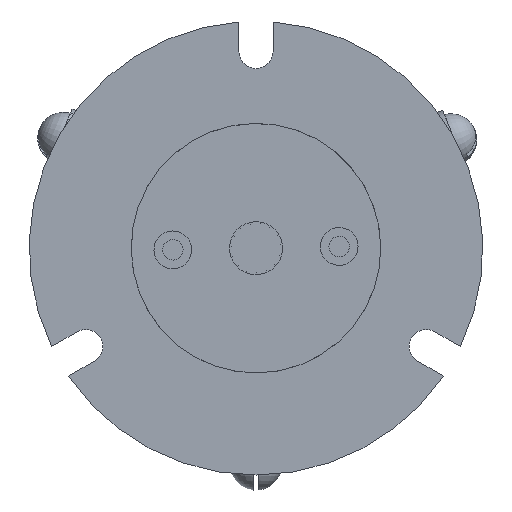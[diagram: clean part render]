
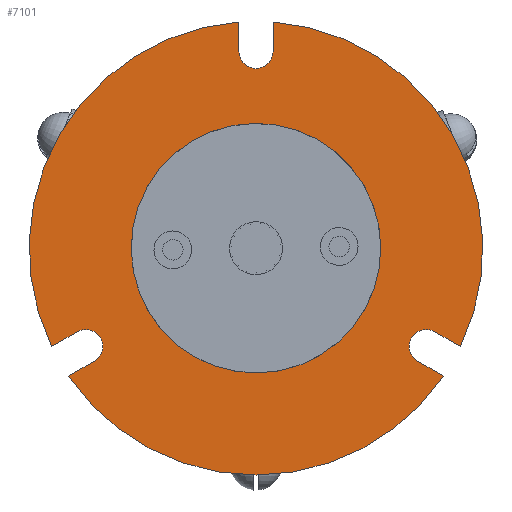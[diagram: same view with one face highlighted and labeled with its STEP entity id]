
A CAD part, front view. The second image highlights one B-rep face of the part: STEP entity #7101.
In plain terms, the highlighted planar face has unit normal (0, -1, 0).
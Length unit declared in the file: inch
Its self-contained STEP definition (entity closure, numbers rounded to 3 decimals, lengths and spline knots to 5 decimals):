
#865 = CIRCLE ( 'NONE', #1707, 1.1811 ) ;
#929 = LINE ( 'NONE', #1767, #934 ) ;
#934 = VECTOR ( 'NONE', #1792, 39.37008 ) ;
#944 = CIRCLE ( 'NONE', #5089, 0.64961 ) ;
#960 = CIRCLE ( 'NONE', #5076, 0.64961 ) ;
#1018 = CIRCLE ( 'NONE', #7326, 1.1811 ) ;
#1047 = CIRCLE ( 'NONE', #7335, 0.08858 ) ;
#1065 = LINE ( 'NONE', #6003, #1066 ) ;
#1066 = VECTOR ( 'NONE', #5998, 39.37008 ) ;
#1095 = LINE ( 'NONE', #6006, #1096 ) ;
#1096 = VECTOR ( 'NONE', #6001, 39.37008 ) ;
#1707 = AXIS2_PLACEMENT_3D ( 'NONE', #1902, #1871, #1872 ) ;
#1767 = CARTESIAN_POINT ( 'NONE',  ( -0.04246, 0.1428, 0.23961 ) ) ;
#1792 = DIRECTION ( 'NONE',  ( 0., 0., -1. ) ) ;
#1861 = DIRECTION ( 'NONE',  ( 0., 1., 0. ) ) ;
#1871 = DIRECTION ( 'NONE',  ( 0., 1., 0. ) ) ;
#1872 = DIRECTION ( 'NONE',  ( 0., 0., 1. ) ) ;
#1878 = DIRECTION ( 'NONE',  ( 0., 0., 1. ) ) ;
#1895 = CARTESIAN_POINT ( 'NONE',  ( -0.13104, 0.1428, 0.23961 ) ) ;
#1902 = CARTESIAN_POINT ( 'NONE',  ( -0.13104, 0.1428, 0.23961 ) ) ;
#1941 = CARTESIAN_POINT ( 'NONE',  ( -0.13104, 0.1428, 0.23961 ) ) ;
#1992 = DIRECTION ( 'NONE',  ( 0., 1., 0. ) ) ;
#2019 = DIRECTION ( 'NONE',  ( 0., 0., 1. ) ) ;
#2346 = FACE_BOUND ( 'NONE', #9402, .T. ) ;
#2444 = LINE ( 'NONE', #6793, #2573 ) ;
#2573 = VECTOR ( 'NONE', #6797, 39.37008 ) ;
#2578 = FACE_OUTER_BOUND ( 'NONE', #9389, .T. ) ;
#3216 = CARTESIAN_POINT ( 'NONE',  ( -1.06182, 0.1428, -0.19549 ) ) ;
#3395 = EDGE_CURVE ( 'NONE', #8256, #8658, #4782, .T. ) ;
#3445 = EDGE_CURVE ( 'NONE', #8741, #8709, #4598, .T. ) ;
#3513 = EDGE_CURVE ( 'NONE', #9947, #8750, #4716, .T. ) ;
#3519 = EDGE_CURVE ( 'NONE', #8737, #8748, #4562, .T. ) ;
#3531 = EDGE_CURVE ( 'NONE', #8753, #8686, #4746, .T. ) ;
#3534 = EDGE_CURVE ( 'NONE', #8706, #8748, #4658, .T. ) ;
#3570 = EDGE_CURVE ( 'NONE', #8706, #8731, #4796, .T. ) ;
#3599 = EDGE_CURVE ( 'NONE', #8691, #8658, #2444, .T. ) ;
#3722 = CARTESIAN_POINT ( 'NONE',  ( -1.10674, 0.1428, -0.426 ) ) ;
#3793 = CARTESIAN_POINT ( 'NONE',  ( -0.97324, 0.1428, -0.34892 ) ) ;
#3843 = CARTESIAN_POINT ( 'NONE',  ( -0.13104, 0.1428, 1.17464 ) ) ;
#3851 = CARTESIAN_POINT ( 'NONE',  ( -0.04246, 0.1428, 1.41738 ) ) ;
#3853 = CARTESIAN_POINT ( 'NONE',  ( 0.93323, 0.1428, -0.27257 ) ) ;
#3862 = CARTESIAN_POINT ( 'NONE',  ( -0.13104, 0.1428, -0.9415 ) ) ;
#3876 = CARTESIAN_POINT ( 'NONE',  ( -0.21963, 0.1428, 1.41738 ) ) ;
#3893 = CARTESIAN_POINT ( 'NONE',  ( 0.84465, 0.1428, -0.426 ) ) ;
#3895 = CARTESIAN_POINT ( 'NONE',  ( -0.04246, 0.1428, 1.26323 ) ) ;
#3899 = CARTESIAN_POINT ( 'NONE',  ( -0.13104, 0.1428, 0.88921 ) ) ;
#3913 = CARTESIAN_POINT ( 'NONE',  ( -0.13104, 0.1428, -0.41 ) ) ;
#3918 = CARTESIAN_POINT ( 'NONE',  ( 0.71115, 0.1428, -0.34892 ) ) ;
#3929 = CARTESIAN_POINT ( 'NONE',  ( 0.79973, 0.1428, -0.19549 ) ) ;
#4545 = VECTOR ( 'NONE', #6579, 39.37008 ) ;
#4562 = CIRCLE ( 'NONE', #6396, 0.08858 ) ;
#4598 = CIRCLE ( 'NONE', #6352, 1.1811 ) ;
#4658 = LINE ( 'NONE', #7075, #4545 ) ;
#4702 = VECTOR ( 'NONE', #6875, 39.37008 ) ;
#4716 = CIRCLE ( 'NONE', #6304, 0.08858 ) ;
#4746 = LINE ( 'NONE', #6869, #4702 ) ;
#4782 = CIRCLE ( 'NONE', #6292, 0.08858 ) ;
#4796 = CIRCLE ( 'NONE', #6272, 1.1811 ) ;
#5076 = AXIS2_PLACEMENT_3D ( 'NONE', #1895, #1992, #2019 ) ;
#5089 = AXIS2_PLACEMENT_3D ( 'NONE', #1941, #1861, #1878 ) ;
#5748 = CARTESIAN_POINT ( 'NONE',  ( -0.13104, 0.1428, 1.26323 ) ) ;
#5751 = DIRECTION ( 'NONE',  ( 0., 0., 1. ) ) ;
#5753 = DIRECTION ( 'NONE',  ( 0., -1., 0. ) ) ;
#5824 = DIRECTION ( 'NONE',  ( 0., 1., 0. ) ) ;
#5877 = CARTESIAN_POINT ( 'NONE',  ( -0.13104, 0.1428, 0.23961 ) ) ;
#5908 = DIRECTION ( 'NONE',  ( 0., 0., 1. ) ) ;
#5998 = DIRECTION ( 'NONE',  ( -0.866, 0., 0.5 ) ) ;
#6001 = DIRECTION ( 'NONE',  ( 0.866, 0., 0.5 ) ) ;
#6003 = CARTESIAN_POINT ( 'NONE',  ( -2.03975, 0.1428, 1.44388 ) ) ;
#6006 = CARTESIAN_POINT ( 'NONE',  ( -2.03975, 0.1428, -0.96467 ) ) ;
#6165 = CARTESIAN_POINT ( 'NONE',  ( -1.19532, 0.1428, -0.27257 ) ) ;
#6176 = CARTESIAN_POINT ( 'NONE',  ( -0.21963, 0.1428, 1.26323 ) ) ;
#6196 = AXIS2_PLACEMENT_3D ( 'NONE', #7396, #7624, #7546 ) ;
#6272 = AXIS2_PLACEMENT_3D ( 'NONE', #6633, #6583, #6570 ) ;
#6292 = AXIS2_PLACEMENT_3D ( 'NONE', #8697, #8121, #8292 ) ;
#6304 = AXIS2_PLACEMENT_3D ( 'NONE', #6908, #6931, #6936 ) ;
#6352 = AXIS2_PLACEMENT_3D ( 'NONE', #8140, #8141, #8142 ) ;
#6396 = AXIS2_PLACEMENT_3D ( 'NONE', #6916, #6933, #6925 ) ;
#6570 = DIRECTION ( 'NONE',  ( 0., 0., 1. ) ) ;
#6579 = DIRECTION ( 'NONE',  ( -0.866, 0., 0.5 ) ) ;
#6583 = DIRECTION ( 'NONE',  ( 0., 1., 0. ) ) ;
#6633 = CARTESIAN_POINT ( 'NONE',  ( -0.13104, 0.1428, 0.23961 ) ) ;
#6793 = CARTESIAN_POINT ( 'NONE',  ( -2.12833, 0.1428, -0.81124 ) ) ;
#6797 = DIRECTION ( 'NONE',  ( 0.866, 0., 0.5 ) ) ;
#6869 = CARTESIAN_POINT ( 'NONE',  ( -0.21963, 0.1428, 0.23961 ) ) ;
#6875 = DIRECTION ( 'NONE',  ( 0., 0., -1. ) ) ;
#6908 = CARTESIAN_POINT ( 'NONE',  ( -0.13104, 0.1428, 1.26323 ) ) ;
#6916 = CARTESIAN_POINT ( 'NONE',  ( 0.75544, 0.1428, -0.27221 ) ) ;
#6925 = DIRECTION ( 'NONE',  ( 0., 0., 1. ) ) ;
#6931 = DIRECTION ( 'NONE',  ( 0., -1., 0. ) ) ;
#6933 = DIRECTION ( 'NONE',  ( 0., -1., 0. ) ) ;
#6936 = DIRECTION ( 'NONE',  ( 0., 0., 1. ) ) ;
#7075 = CARTESIAN_POINT ( 'NONE',  ( -2.12833, 0.1428, 1.29045 ) ) ;
#7101 = ADVANCED_FACE ( 'NONE', ( #2346, #2578 ), #7397, .F. ) ;
#7326 = AXIS2_PLACEMENT_3D ( 'NONE', #5877, #5824, #5908 ) ;
#7335 = AXIS2_PLACEMENT_3D ( 'NONE', #5748, #5753, #5751 ) ;
#7396 = CARTESIAN_POINT ( 'NONE',  ( -2.73504, 0.1428, 0.23961 ) ) ;
#7397 = PLANE ( 'NONE',  #6196 ) ;
#7546 = DIRECTION ( 'NONE',  ( 0., 0., 1. ) ) ;
#7624 = DIRECTION ( 'NONE',  ( 0., 1., 0. ) ) ;
#7726 = EDGE_CURVE ( 'NONE', #8691, #8753, #865, .T. ) ;
#7776 = EDGE_CURVE ( 'NONE', #8741, #8750, #929, .T. ) ;
#7780 = EDGE_CURVE ( 'NONE', #8712, #9939, #944, .T. ) ;
#7790 = EDGE_CURVE ( 'NONE', #9939, #8712, #960, .T. ) ;
#7833 = EDGE_CURVE ( 'NONE', #8731, #8229, #1018, .T. ) ;
#7851 = EDGE_CURVE ( 'NONE', #8686, #9947, #1047, .T. ) ;
#7864 = EDGE_CURVE ( 'NONE', #8709, #8737, #1065, .T. ) ;
#7884 = EDGE_CURVE ( 'NONE', #8229, #8256, #1095, .T. ) ;
#8121 = DIRECTION ( 'NONE',  ( 0., -1., 0. ) ) ;
#8140 = CARTESIAN_POINT ( 'NONE',  ( -0.13104, 0.1428, 0.23961 ) ) ;
#8141 = DIRECTION ( 'NONE',  ( 0., 1., 0. ) ) ;
#8142 = DIRECTION ( 'NONE',  ( 0., 0., 1. ) ) ;
#8229 = VERTEX_POINT ( 'NONE', #3722 ) ;
#8256 = VERTEX_POINT ( 'NONE', #3793 ) ;
#8292 = DIRECTION ( 'NONE',  ( 0., 0., 1. ) ) ;
#8658 = VERTEX_POINT ( 'NONE', #3216 ) ;
#8686 = VERTEX_POINT ( 'NONE', #6176 ) ;
#8691 = VERTEX_POINT ( 'NONE', #6165 ) ;
#8697 = CARTESIAN_POINT ( 'NONE',  ( -1.01753, 0.1428, -0.27221 ) ) ;
#8706 = VERTEX_POINT ( 'NONE', #3893 ) ;
#8709 = VERTEX_POINT ( 'NONE', #3853 ) ;
#8712 = VERTEX_POINT ( 'NONE', #3899 ) ;
#8731 = VERTEX_POINT ( 'NONE', #3862 ) ;
#8737 = VERTEX_POINT ( 'NONE', #3929 ) ;
#8741 = VERTEX_POINT ( 'NONE', #3851 ) ;
#8748 = VERTEX_POINT ( 'NONE', #3918 ) ;
#8750 = VERTEX_POINT ( 'NONE', #3895 ) ;
#8753 = VERTEX_POINT ( 'NONE', #3876 ) ;
#9389 = EDGE_LOOP ( 'NONE', ( #9787, #9633, #9783, #9863, #9440, #9455, #9564, #9659, #9850, #9447, #9656, #9505, #9695, #9607 ) ) ;
#9402 = EDGE_LOOP ( 'NONE', ( #9770, #9624 ) ) ;
#9440 = ORIENTED_EDGE ( 'NONE', *, *, #7851, .F. ) ;
#9447 = ORIENTED_EDGE ( 'NONE', *, *, #7884, .F. ) ;
#9455 = ORIENTED_EDGE ( 'NONE', *, *, #3531, .F. ) ;
#9505 = ORIENTED_EDGE ( 'NONE', *, *, #3570, .F. ) ;
#9564 = ORIENTED_EDGE ( 'NONE', *, *, #7726, .F. ) ;
#9607 = ORIENTED_EDGE ( 'NONE', *, *, #3519, .F. ) ;
#9624 = ORIENTED_EDGE ( 'NONE', *, *, #7780, .T. ) ;
#9633 = ORIENTED_EDGE ( 'NONE', *, *, #3445, .F. ) ;
#9656 = ORIENTED_EDGE ( 'NONE', *, *, #7833, .F. ) ;
#9659 = ORIENTED_EDGE ( 'NONE', *, *, #3599, .T. ) ;
#9695 = ORIENTED_EDGE ( 'NONE', *, *, #3534, .T. ) ;
#9770 = ORIENTED_EDGE ( 'NONE', *, *, #7790, .T. ) ;
#9783 = ORIENTED_EDGE ( 'NONE', *, *, #7776, .T. ) ;
#9787 = ORIENTED_EDGE ( 'NONE', *, *, #7864, .F. ) ;
#9850 = ORIENTED_EDGE ( 'NONE', *, *, #3395, .F. ) ;
#9863 = ORIENTED_EDGE ( 'NONE', *, *, #3513, .F. ) ;
#9939 = VERTEX_POINT ( 'NONE', #3913 ) ;
#9947 = VERTEX_POINT ( 'NONE', #3843 ) ;
